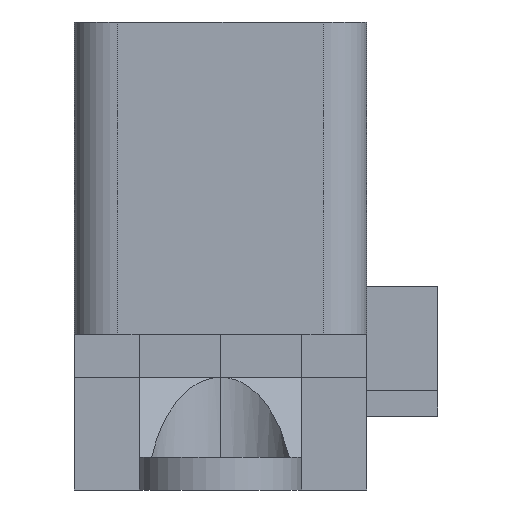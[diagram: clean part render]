
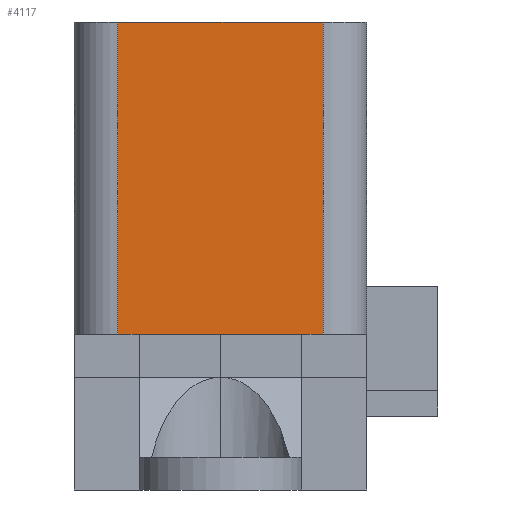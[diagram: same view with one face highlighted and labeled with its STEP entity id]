
A CAD part, left-side view. The second image highlights one B-rep face of the part: STEP entity #4117.
In plain terms, the highlighted planar face has unit normal (-1, 0, 0).
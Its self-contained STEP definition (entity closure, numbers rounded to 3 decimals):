
#547 = PLANE('',#548);
#548 = AXIS2_PLACEMENT_3D('',#549,#550,#551);
#549 = CARTESIAN_POINT('',(-15.,3.75,0.));
#550 = DIRECTION('',(-1.,0.,0.));
#551 = DIRECTION('',(0.,1.,0.));
#634 = PLANE('',#635);
#635 = AXIS2_PLACEMENT_3D('',#636,#637,#638);
#636 = CARTESIAN_POINT('',(-15.,-6.75,7.2));
#637 = DIRECTION('',(-1.,0.,0.));
#638 = DIRECTION('',(0.,0.,-1.));
#1090 = PLANE('',#1091);
#1091 = AXIS2_PLACEMENT_3D('',#1092,#1093,#1094);
#1092 = CARTESIAN_POINT('',(-15.,-3.75,0.));
#1093 = DIRECTION('',(1.,0.,0.));
#1094 = DIRECTION('',(0.,-1.,0.));
#2063 = VERTEX_POINT('',#2064);
#2064 = CARTESIAN_POINT('',(-15.,3.75,7.2));
#2085 = EDGE_CURVE('',#2063,#2086,#2088,.T.);
#2086 = VERTEX_POINT('',#2087);
#2087 = CARTESIAN_POINT('',(-15.,4.75,7.2));
#2088 = SURFACE_CURVE('',#2089,(#2093,#2100),.PCURVE_S1.);
#2089 = LINE('',#2090,#2091);
#2090 = CARTESIAN_POINT('',(-15.,-6.75,7.2));
#2091 = VECTOR('',#2092,1.);
#2092 = DIRECTION('',(0.,1.,0.));
#2093 = PCURVE('',#547,#2094);
#2094 = DEFINITIONAL_REPRESENTATION('',(#2095),#2099);
#2095 = LINE('',#2096,#2097);
#2096 = CARTESIAN_POINT('',(-10.5,-7.2));
#2097 = VECTOR('',#2098,1.);
#2098 = DIRECTION('',(1.,0.));
#2099 = ( GEOMETRIC_REPRESENTATION_CONTEXT(2) 
PARAMETRIC_REPRESENTATION_CONTEXT() REPRESENTATION_CONTEXT('2D SPACE',''
  ) );
#2100 = PCURVE('',#2101,#2106);
#2101 = PLANE('',#2102);
#2102 = AXIS2_PLACEMENT_3D('',#2103,#2104,#2105);
#2103 = CARTESIAN_POINT('',(-15.,-4.75,7.2));
#2104 = DIRECTION('',(-1.,0.,0.));
#2105 = DIRECTION('',(0.,1.,0.));
#2106 = DEFINITIONAL_REPRESENTATION('',(#2107),#2111);
#2107 = LINE('',#2108,#2109);
#2108 = CARTESIAN_POINT('',(-2.,0.));
#2109 = VECTOR('',#2110,1.);
#2110 = DIRECTION('',(1.,0.));
#2111 = ( GEOMETRIC_REPRESENTATION_CONTEXT(2) 
PARAMETRIC_REPRESENTATION_CONTEXT() REPRESENTATION_CONTEXT('2D SPACE',''
  ) );
#2198 = VERTEX_POINT('',#2199);
#2199 = CARTESIAN_POINT('',(-15.,0.,7.2));
#2213 = PLANE('',#2214);
#2214 = AXIS2_PLACEMENT_3D('',#2215,#2216,#2217);
#2215 = CARTESIAN_POINT('',(-15.,-6.75,7.2));
#2216 = DIRECTION('',(-1.,0.,0.));
#2217 = DIRECTION('',(0.,0.,-1.));
#2225 = EDGE_CURVE('',#2198,#2063,#2226,.T.);
#2226 = SURFACE_CURVE('',#2227,(#2231,#2238),.PCURVE_S1.);
#2227 = LINE('',#2228,#2229);
#2228 = CARTESIAN_POINT('',(-15.,-6.75,7.2));
#2229 = VECTOR('',#2230,1.);
#2230 = DIRECTION('',(0.,1.,0.));
#2231 = PCURVE('',#634,#2232);
#2232 = DEFINITIONAL_REPRESENTATION('',(#2233),#2237);
#2233 = LINE('',#2234,#2235);
#2234 = CARTESIAN_POINT('',(0.,0.));
#2235 = VECTOR('',#2236,1.);
#2236 = DIRECTION('',(0.,-1.));
#2237 = ( GEOMETRIC_REPRESENTATION_CONTEXT(2) 
PARAMETRIC_REPRESENTATION_CONTEXT() REPRESENTATION_CONTEXT('2D SPACE',''
  ) );
#2238 = PCURVE('',#2101,#2239);
#2239 = DEFINITIONAL_REPRESENTATION('',(#2240),#2244);
#2240 = LINE('',#2241,#2242);
#2241 = CARTESIAN_POINT('',(-2.,0.));
#2242 = VECTOR('',#2243,1.);
#2243 = DIRECTION('',(1.,0.));
#2244 = ( GEOMETRIC_REPRESENTATION_CONTEXT(2) 
PARAMETRIC_REPRESENTATION_CONTEXT() REPRESENTATION_CONTEXT('2D SPACE',''
  ) );
#2367 = CYLINDRICAL_SURFACE('',#2368,2.);
#2368 = AXIS2_PLACEMENT_3D('',#2369,#2370,#2371);
#2369 = CARTESIAN_POINT('',(-13.,4.75,7.2));
#2370 = DIRECTION('',(-0.,-0.,-1.));
#2371 = DIRECTION('',(1.,0.,0.));
#2504 = PLANE('',#2505);
#2505 = AXIS2_PLACEMENT_3D('',#2506,#2507,#2508);
#2506 = CARTESIAN_POINT('',(-13.,6.75,21.6));
#2507 = DIRECTION('',(0.,0.,1.));
#2508 = DIRECTION('',(1.,0.,0.));
#2790 = VERTEX_POINT('',#2791);
#2791 = CARTESIAN_POINT('',(-15.,-3.75,7.2));
#2812 = EDGE_CURVE('',#2813,#2790,#2815,.T.);
#2813 = VERTEX_POINT('',#2814);
#2814 = CARTESIAN_POINT('',(-15.,-4.75,7.2));
#2815 = SURFACE_CURVE('',#2816,(#2820,#2827),.PCURVE_S1.);
#2816 = LINE('',#2817,#2818);
#2817 = CARTESIAN_POINT('',(-15.,-6.75,7.2));
#2818 = VECTOR('',#2819,1.);
#2819 = DIRECTION('',(0.,1.,0.));
#2820 = PCURVE('',#1090,#2821);
#2821 = DEFINITIONAL_REPRESENTATION('',(#2822),#2826);
#2822 = LINE('',#2823,#2824);
#2823 = CARTESIAN_POINT('',(3.,-7.2));
#2824 = VECTOR('',#2825,1.);
#2825 = DIRECTION('',(-1.,0.));
#2826 = ( GEOMETRIC_REPRESENTATION_CONTEXT(2) 
PARAMETRIC_REPRESENTATION_CONTEXT() REPRESENTATION_CONTEXT('2D SPACE',''
  ) );
#2827 = PCURVE('',#2101,#2828);
#2828 = DEFINITIONAL_REPRESENTATION('',(#2829),#2833);
#2829 = LINE('',#2830,#2831);
#2830 = CARTESIAN_POINT('',(-2.,0.));
#2831 = VECTOR('',#2832,1.);
#2832 = DIRECTION('',(1.,0.));
#2833 = ( GEOMETRIC_REPRESENTATION_CONTEXT(2) 
PARAMETRIC_REPRESENTATION_CONTEXT() REPRESENTATION_CONTEXT('2D SPACE',''
  ) );
#3734 = CYLINDRICAL_SURFACE('',#3735,2.);
#3735 = AXIS2_PLACEMENT_3D('',#3736,#3737,#3738);
#3736 = CARTESIAN_POINT('',(-13.,-4.75,7.2));
#3737 = DIRECTION('',(-0.,-0.,-1.));
#3738 = DIRECTION('',(1.,0.,0.));
#4117 = ADVANCED_FACE('',(#4118),#2101,.T.);
#4118 = FACE_BOUND('',#4119,.T.);
#4119 = EDGE_LOOP('',(#4120,#4143,#4166,#4187,#4188,#4189,#4210));
#4120 = ORIENTED_EDGE('',*,*,#4121,.T.);
#4121 = EDGE_CURVE('',#2813,#4122,#4124,.T.);
#4122 = VERTEX_POINT('',#4123);
#4123 = CARTESIAN_POINT('',(-15.,-4.75,21.6));
#4124 = SURFACE_CURVE('',#4125,(#4129,#4136),.PCURVE_S1.);
#4125 = LINE('',#4126,#4127);
#4126 = CARTESIAN_POINT('',(-15.,-4.75,7.2));
#4127 = VECTOR('',#4128,1.);
#4128 = DIRECTION('',(0.,0.,1.));
#4129 = PCURVE('',#2101,#4130);
#4130 = DEFINITIONAL_REPRESENTATION('',(#4131),#4135);
#4131 = LINE('',#4132,#4133);
#4132 = CARTESIAN_POINT('',(0.,0.));
#4133 = VECTOR('',#4134,1.);
#4134 = DIRECTION('',(0.,-1.));
#4135 = ( GEOMETRIC_REPRESENTATION_CONTEXT(2) 
PARAMETRIC_REPRESENTATION_CONTEXT() REPRESENTATION_CONTEXT('2D SPACE',''
  ) );
#4136 = PCURVE('',#3734,#4137);
#4137 = DEFINITIONAL_REPRESENTATION('',(#4138),#4142);
#4138 = LINE('',#4139,#4140);
#4139 = CARTESIAN_POINT('',(-3.142,0.));
#4140 = VECTOR('',#4141,1.);
#4141 = DIRECTION('',(-0.,-1.));
#4142 = ( GEOMETRIC_REPRESENTATION_CONTEXT(2) 
PARAMETRIC_REPRESENTATION_CONTEXT() REPRESENTATION_CONTEXT('2D SPACE',''
  ) );
#4143 = ORIENTED_EDGE('',*,*,#4144,.T.);
#4144 = EDGE_CURVE('',#4122,#4145,#4147,.T.);
#4145 = VERTEX_POINT('',#4146);
#4146 = CARTESIAN_POINT('',(-15.,4.75,21.6));
#4147 = SURFACE_CURVE('',#4148,(#4152,#4159),.PCURVE_S1.);
#4148 = LINE('',#4149,#4150);
#4149 = CARTESIAN_POINT('',(-15.,-4.75,21.6));
#4150 = VECTOR('',#4151,1.);
#4151 = DIRECTION('',(0.,1.,0.));
#4152 = PCURVE('',#2101,#4153);
#4153 = DEFINITIONAL_REPRESENTATION('',(#4154),#4158);
#4154 = LINE('',#4155,#4156);
#4155 = CARTESIAN_POINT('',(0.,-14.4));
#4156 = VECTOR('',#4157,1.);
#4157 = DIRECTION('',(1.,0.));
#4158 = ( GEOMETRIC_REPRESENTATION_CONTEXT(2) 
PARAMETRIC_REPRESENTATION_CONTEXT() REPRESENTATION_CONTEXT('2D SPACE',''
  ) );
#4159 = PCURVE('',#2504,#4160);
#4160 = DEFINITIONAL_REPRESENTATION('',(#4161),#4165);
#4161 = LINE('',#4162,#4163);
#4162 = CARTESIAN_POINT('',(-2.,-11.5));
#4163 = VECTOR('',#4164,1.);
#4164 = DIRECTION('',(0.,1.));
#4165 = ( GEOMETRIC_REPRESENTATION_CONTEXT(2) 
PARAMETRIC_REPRESENTATION_CONTEXT() REPRESENTATION_CONTEXT('2D SPACE',''
  ) );
#4166 = ORIENTED_EDGE('',*,*,#4167,.F.);
#4167 = EDGE_CURVE('',#2086,#4145,#4168,.T.);
#4168 = SURFACE_CURVE('',#4169,(#4173,#4180),.PCURVE_S1.);
#4169 = LINE('',#4170,#4171);
#4170 = CARTESIAN_POINT('',(-15.,4.75,7.2));
#4171 = VECTOR('',#4172,1.);
#4172 = DIRECTION('',(0.,0.,1.));
#4173 = PCURVE('',#2101,#4174);
#4174 = DEFINITIONAL_REPRESENTATION('',(#4175),#4179);
#4175 = LINE('',#4176,#4177);
#4176 = CARTESIAN_POINT('',(9.5,0.));
#4177 = VECTOR('',#4178,1.);
#4178 = DIRECTION('',(0.,-1.));
#4179 = ( GEOMETRIC_REPRESENTATION_CONTEXT(2) 
PARAMETRIC_REPRESENTATION_CONTEXT() REPRESENTATION_CONTEXT('2D SPACE',''
  ) );
#4180 = PCURVE('',#2367,#4181);
#4181 = DEFINITIONAL_REPRESENTATION('',(#4182),#4186);
#4182 = LINE('',#4183,#4184);
#4183 = CARTESIAN_POINT('',(-3.142,0.));
#4184 = VECTOR('',#4185,1.);
#4185 = DIRECTION('',(-0.,-1.));
#4186 = ( GEOMETRIC_REPRESENTATION_CONTEXT(2) 
PARAMETRIC_REPRESENTATION_CONTEXT() REPRESENTATION_CONTEXT('2D SPACE',''
  ) );
#4187 = ORIENTED_EDGE('',*,*,#2085,.F.);
#4188 = ORIENTED_EDGE('',*,*,#2225,.F.);
#4189 = ORIENTED_EDGE('',*,*,#4190,.F.);
#4190 = EDGE_CURVE('',#2790,#2198,#4191,.T.);
#4191 = SURFACE_CURVE('',#4192,(#4196,#4203),.PCURVE_S1.);
#4192 = LINE('',#4193,#4194);
#4193 = CARTESIAN_POINT('',(-15.,-6.75,7.2));
#4194 = VECTOR('',#4195,1.);
#4195 = DIRECTION('',(0.,1.,0.));
#4196 = PCURVE('',#2101,#4197);
#4197 = DEFINITIONAL_REPRESENTATION('',(#4198),#4202);
#4198 = LINE('',#4199,#4200);
#4199 = CARTESIAN_POINT('',(-2.,0.));
#4200 = VECTOR('',#4201,1.);
#4201 = DIRECTION('',(1.,0.));
#4202 = ( GEOMETRIC_REPRESENTATION_CONTEXT(2) 
PARAMETRIC_REPRESENTATION_CONTEXT() REPRESENTATION_CONTEXT('2D SPACE',''
  ) );
#4203 = PCURVE('',#2213,#4204);
#4204 = DEFINITIONAL_REPRESENTATION('',(#4205),#4209);
#4205 = LINE('',#4206,#4207);
#4206 = CARTESIAN_POINT('',(0.,0.));
#4207 = VECTOR('',#4208,1.);
#4208 = DIRECTION('',(0.,-1.));
#4209 = ( GEOMETRIC_REPRESENTATION_CONTEXT(2) 
PARAMETRIC_REPRESENTATION_CONTEXT() REPRESENTATION_CONTEXT('2D SPACE',''
  ) );
#4210 = ORIENTED_EDGE('',*,*,#2812,.F.);
